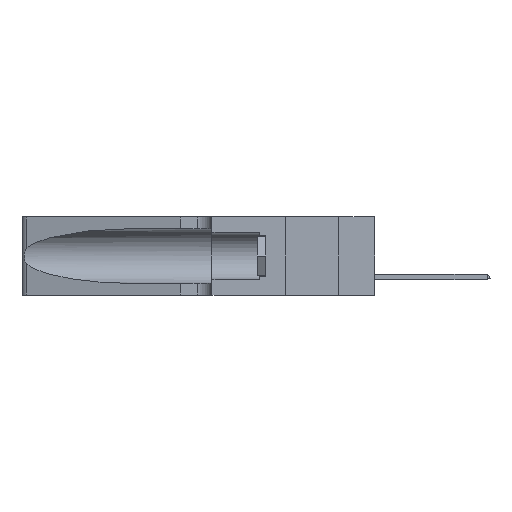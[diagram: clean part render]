
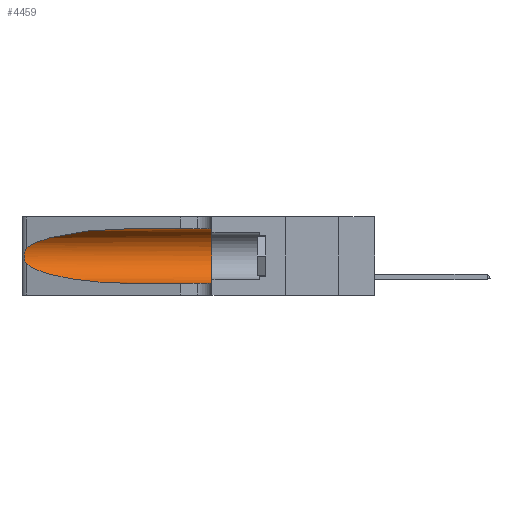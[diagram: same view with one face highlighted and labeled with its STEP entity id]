
A CAD part, left-side view. The second image highlights one B-rep face of the part: STEP entity #4459.
In plain terms, the highlighted cylindrical face has radius 3.308 mm (diameter 6.617 mm), a partial arc.
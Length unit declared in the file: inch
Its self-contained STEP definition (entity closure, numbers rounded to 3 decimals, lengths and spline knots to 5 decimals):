
#1094 = CARTESIAN_POINT ( 'NONE',  ( 0.25487, 1.22718, 0.14631 ) ) ;
#2540 = CARTESIAN_POINT ( 'NONE',  ( 0.25789, 1.23486, 0.15765 ) ) ;
#2683 = EDGE_CURVE ( 'NONE', #4123, #15826, #22975, .T. ) ;
#2731 = CARTESIAN_POINT ( 'NONE',  ( 0.25639, 1.23184, 0.21858 ) ) ;
#2837 = CARTESIAN_POINT ( 'NONE',  ( 0.25487, 1.22718, 0.14631 ) ) ;
#3318 = CARTESIAN_POINT ( 'NONE',  ( 0.25487, 1.22718, 0.22369 ) ) ;
#4123 = VERTEX_POINT ( 'NONE', #16617 ) ;
#4392 = LINE ( 'NONE', #28201, #26026 ) ;
#4459 = ADVANCED_FACE ( 'NONE', ( #5928 ), #7479, .F. ) ;
#4478 = CARTESIAN_POINT ( 'NONE',  ( 0.1305, 0.72297, 0.31525 ) ) ;
#4745 = EDGE_CURVE ( 'NONE', #27798, #9904, #8752, .T. ) ;
#4918 = DIRECTION ( 'NONE',  ( 0., -1., 0. ) ) ;
#5298 = ORIENTED_EDGE ( 'NONE', *, *, #23488, .T. ) ;
#5391 = VERTEX_POINT ( 'NONE', #15247 ) ;
#5547 = DIRECTION ( 'NONE',  ( 0., 1., 0. ) ) ;
#5837 = CARTESIAN_POINT ( 'NONE',  ( 0.2373, 1.15595, 0.08982 ) ) ;
#5928 = FACE_OUTER_BOUND ( 'NONE', #14797, .T. ) ;
#6661 = CARTESIAN_POINT ( 'NONE',  ( 0.25487, 1.22718, 0.22369 ) ) ;
#6728 = ORIENTED_EDGE ( 'NONE', *, *, #30495, .F. ) ;
#7220 = CARTESIAN_POINT ( 'NONE',  ( 0.1305, 0.35, 0.31525 ) ) ;
#7479 = CYLINDRICAL_SURFACE ( 'NONE', #28851, 0.13025 ) ;
#7713 = CARTESIAN_POINT ( 'NONE',  ( 0.26018, 1.23835, 0.19895 ) ) ;
#8009 = CARTESIAN_POINT ( 'NONE',  ( 0.1305, 1.61858, 0.185 ) ) ;
#8422 = CARTESIAN_POINT ( 'NONE',  ( 0.1305, 0.72297, 0.05475 ) ) ;
#8752 =( BOUNDED_CURVE ( )  B_SPLINE_CURVE ( 3, ( #1094, #5837, #10689, #8422 ),
 .UNSPECIFIED., .F., .T. ) 
 B_SPLINE_CURVE_WITH_KNOTS ( ( 4, 4 ),
 ( 3.44316, 4.71239 ),
 .UNSPECIFIED. ) 
 CURVE ( )  GEOMETRIC_REPRESENTATION_ITEM ( )  RATIONAL_B_SPLINE_CURVE ( ( 1., 0.87, 0.87, 1. ) ) 
 REPRESENTATION_ITEM ( '' )  );
#9026 = CARTESIAN_POINT ( 'NONE',  ( 0.2373, 1.15595, 0.28018 ) ) ;
#9904 = VERTEX_POINT ( 'NONE', #21076 ) ;
#10294 = CARTESIAN_POINT ( 'NONE',  ( 0.25555, 1.22994, 0.2215 ) ) ;
#10689 = CARTESIAN_POINT ( 'NONE',  ( 0.18966, 0.96281, 0.05475 ) ) ;
#12701 = CARTESIAN_POINT ( 'NONE',  ( 0.26017, 1.23833, 0.17102 ) ) ;
#13989 = CARTESIAN_POINT ( 'NONE',  ( 0.18966, 0.96281, 0.31525 ) ) ;
#14118 = CARTESIAN_POINT ( 'NONE',  ( 0.25487, 1.22718, 0.14631 ) ) ;
#14172 = EDGE_CURVE ( 'NONE', #21535, #5391, #17756, .T. ) ;
#14797 = EDGE_LOOP ( 'NONE', ( #31183, #5298, #15562, #30653, #25698, #6728 ) ) ;
#15131 = CARTESIAN_POINT ( 'NONE',  ( 0.25487, 1.22718, 0.22369 ) ) ;
#15247 = CARTESIAN_POINT ( 'NONE',  ( 0.1305, 0.35, 0.05475 ) ) ;
#15551 = DIRECTION ( 'NONE',  ( 0., 0., 1. ) ) ;
#15562 = ORIENTED_EDGE ( 'NONE', *, *, #4745, .T. ) ;
#15826 = VERTEX_POINT ( 'NONE', #3318 ) ;
#16363 = VECTOR ( 'NONE', #4918, 39.37008 ) ;
#16617 = CARTESIAN_POINT ( 'NONE',  ( 0.1305, 0.72297, 0.31525 ) ) ;
#17756 = CIRCLE ( 'NONE', #19871, 0.13025 ) ;
#17787 = CARTESIAN_POINT ( 'NONE',  ( 0.1305, 0.35, 0.185 ) ) ;
#19870 = CARTESIAN_POINT ( 'NONE',  ( 0.25555, 1.22993, 0.14849 ) ) ;
#19871 = AXIS2_PLACEMENT_3D ( 'NONE', #17787, #5547, #15551 ) ;
#19975 = CARTESIAN_POINT ( 'NONE',  ( 0.25787, 1.23484, 0.2124 ) ) ;
#20401 = DIRECTION ( 'NONE',  ( 0., -1., 0. ) ) ;
#21076 = CARTESIAN_POINT ( 'NONE',  ( 0.1305, 0.72297, 0.05475 ) ) ;
#21361 = DIRECTION ( 'NONE',  ( 0., -1., 0. ) ) ;
#21535 = VERTEX_POINT ( 'NONE', #7220 ) ;
#22061 = CARTESIAN_POINT ( 'NONE',  ( 0.1305, 1.61858, 0.31525 ) ) ;
#22394 = CARTESIAN_POINT ( 'NONE',  ( 0.26075, 1.23896, 0.19203 ) ) ;
#22504 = CARTESIAN_POINT ( 'NONE',  ( 0.25854, 1.2359, 0.20912 ) ) ;
#22927 = DIRECTION ( 'NONE',  ( 0., 0., -1. ) ) ;
#22975 =( BOUNDED_CURVE ( )  B_SPLINE_CURVE ( 3, ( #4478, #13989, #9026, #6661 ),
 .UNSPECIFIED., .F., .F. ) 
 B_SPLINE_CURVE_WITH_KNOTS ( ( 4, 4 ),
 ( 1.5708, 2.84003 ),
 .UNSPECIFIED. ) 
 CURVE ( )  GEOMETRIC_REPRESENTATION_ITEM ( )  RATIONAL_B_SPLINE_CURVE ( ( 1., 0.87, 0.87, 1. ) ) 
 REPRESENTATION_ITEM ( '' )  );
#23488 = EDGE_CURVE ( 'NONE', #15826, #27798, #24945, .T. ) ;
#24791 = CARTESIAN_POINT ( 'NONE',  ( 0.25856, 1.23593, 0.16098 ) ) ;
#24945 = B_SPLINE_CURVE_WITH_KNOTS ( 'NONE', 3,
 ( #15131, #10294, #2731, #19975, #22504, #7713, #22394, #24977, #12701, #24791, #2540, #25075, #19870, #2837 ),
 .UNSPECIFIED., .F., .F.,
 ( 4, 2, 2, 2, 2, 2, 4 ),
 ( 0., 0.00027, 0.00053, 0.00107, 0.0016, 0.00187, 0.00214 ),
 .UNSPECIFIED. ) ;
#24977 = CARTESIAN_POINT ( 'NONE',  ( 0.26075, 1.23896, 0.178 ) ) ;
#25075 = CARTESIAN_POINT ( 'NONE',  ( 0.25639, 1.23186, 0.15144 ) ) ;
#25698 = ORIENTED_EDGE ( 'NONE', *, *, #14172, .F. ) ;
#26026 = VECTOR ( 'NONE', #21361, 39.37008 ) ;
#27798 = VERTEX_POINT ( 'NONE', #14118 ) ;
#28201 = CARTESIAN_POINT ( 'NONE',  ( 0.1305, 1.61858, 0.05475 ) ) ;
#28851 = AXIS2_PLACEMENT_3D ( 'NONE', #8009, #20401, #22927 ) ;
#30495 = EDGE_CURVE ( 'NONE', #4123, #21535, #31524, .T. ) ;
#30653 = ORIENTED_EDGE ( 'NONE', *, *, #31451, .T. ) ;
#31183 = ORIENTED_EDGE ( 'NONE', *, *, #2683, .T. ) ;
#31451 = EDGE_CURVE ( 'NONE', #9904, #5391, #4392, .T. ) ;
#31524 = LINE ( 'NONE', #22061, #16363 ) ;
